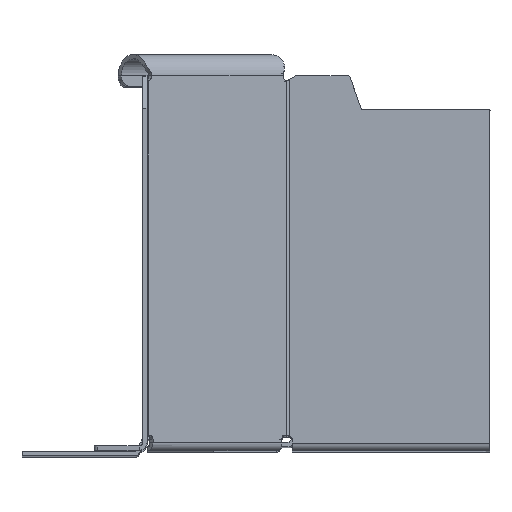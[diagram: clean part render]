
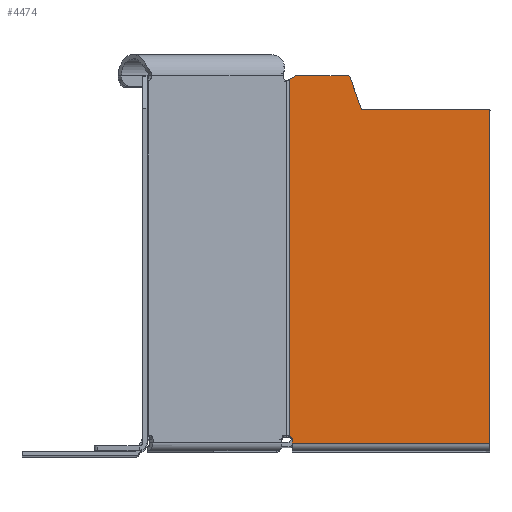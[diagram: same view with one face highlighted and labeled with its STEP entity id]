
A CAD part, top view. The second image highlights one B-rep face of the part: STEP entity #4474.
In plain terms, the highlighted face is planar.
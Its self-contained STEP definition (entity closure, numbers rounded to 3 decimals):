
#3079=DIRECTION('',(0.,1.,0.));
#3080=VECTOR('',#3079,101.733);
#3081=CARTESIAN_POINT('',(-15.293,4.229,28.707));
#3082=LINE('',#3081,#3080);
#3131=DIRECTION('',(0.,1.,0.));
#3132=VECTOR('',#3131,95.25);
#3133=CARTESIAN_POINT('',(-55.765,2.25,69.179));
#3134=LINE('',#3133,#3132);
#3152=DIRECTION('',(0.707,0.,-0.707));
#3153=VECTOR('',#3152,56.439);
#3154=CARTESIAN_POINT('',(-55.765,2.25,69.179));
#3155=LINE('',#3154,#3153);
#3156=DIRECTION('',(-0.707,0.,0.707));
#3157=VECTOR('',#3156,36.65);
#3158=CARTESIAN_POINT('',(-29.849,97.5,43.263));
#3159=LINE('',#3158,#3157);
#3160=CARTESIAN_POINT('',(-15.15,3.25,28.564));
#3161=DIRECTION('',(0.707,0.,0.707));
#3162=DIRECTION('',(-0.143,0.979,0.143));
#3163=AXIS2_PLACEMENT_3D('',#3160,#3161,#3162);
#3165=DIRECTION('',(0.612,-0.5,-0.612));
#3166=VECTOR('',#3165,2.075);
#3167=CARTESIAN_POINT('',(-16.564,107.,29.978));
#3168=LINE('',#3167,#3166);
#3169=CARTESIAN_POINT('',(-27.157,106.5,40.571));
#3170=DIRECTION('',(-0.707,0.,-0.707));
#3171=DIRECTION('',(-0.664,0.342,0.664));
#3172=AXIS2_PLACEMENT_3D('',#3169,#3170,#3171);
#3174=DIRECTION('',(0.242,0.94,-0.242));
#3175=VECTOR('',#3174,9.76);
#3176=CARTESIAN_POINT('',(-29.849,97.5,43.263));
#3177=LINE('',#3176,#3175);
#3190=DIRECTION('',(-0.707,0.,0.707));
#3191=VECTOR('',#3190,14.981);
#3192=CARTESIAN_POINT('',(-16.564,107.,29.978));
#3193=LINE('',#3192,#3191);
#3202=DIRECTION('',(-0.001,1.,0.001));
#3203=VECTOR('',#3202,1.);
#3204=CARTESIAN_POINT('',(-15.856,2.25,29.27));
#3205=LINE('',#3204,#3203);
#3554=CARTESIAN_POINT('',(-27.489,106.671,40.903));
#3556=VERTEX_POINT('',#3554);
#3558=CARTESIAN_POINT('',(-27.157,107.,40.571));
#3559=VERTEX_POINT('',#3558);
#3560=CARTESIAN_POINT('',(-16.564,107.,29.978));
#3561=VERTEX_POINT('',#3560);
#3562=CARTESIAN_POINT('',(-15.293,105.962,28.707));
#3563=VERTEX_POINT('',#3562);
#3564=CARTESIAN_POINT('',(-15.293,4.229,28.707));
#3565=VERTEX_POINT('',#3564);
#3566=CARTESIAN_POINT('',(-15.857,3.25,29.271));
#3567=VERTEX_POINT('',#3566);
#3568=CARTESIAN_POINT('',(-15.856,2.25,29.27));
#3569=VERTEX_POINT('',#3568);
#3570=CARTESIAN_POINT('',(-55.765,2.25,69.179));
#3571=VERTEX_POINT('',#3570);
#3765=CARTESIAN_POINT('',(-55.765,97.5,69.179));
#3767=VERTEX_POINT('',#3765);
#3769=CARTESIAN_POINT('',(-29.849,97.5,43.263));
#3771=VERTEX_POINT('',#3769);
#4451=CARTESIAN_POINT('',(-55.765,2.25,69.179));
#4452=DIRECTION('',(-0.707,0.,-0.707));
#4453=DIRECTION('',(-0.707,0.,0.707));
#4454=AXIS2_PLACEMENT_3D('',#4451,#4452,#4453);
#4455=PLANE('',#4454);
#4457=ORIENTED_EDGE('',*,*,#4456,.T.);
#4458=ORIENTED_EDGE('',*,*,#4424,.F.);
#4459=ORIENTED_EDGE('',*,*,#4441,.T.);
#4461=ORIENTED_EDGE('',*,*,#4460,.T.);
#4463=ORIENTED_EDGE('',*,*,#4462,.F.);
#4464=ORIENTED_EDGE('',*,*,#4299,.T.);
#4465=ORIENTED_EDGE('',*,*,#4385,.F.);
#4467=ORIENTED_EDGE('',*,*,#4466,.T.);
#4469=ORIENTED_EDGE('',*,*,#4468,.F.);
#4471=ORIENTED_EDGE('',*,*,#4470,.F.);
#4472=EDGE_LOOP('',(#4457,#4458,#4459,#4461,#4463,#4464,#4465,#4467,#4469,
#4471));
#4473=FACE_OUTER_BOUND('',#4472,.F.);
#4474=ADVANCED_FACE('',(#4473),#4455,.T.);
#3164=CIRCLE('',#3163,1.);
#3173=CIRCLE('',#3172,0.5);
#4299=EDGE_CURVE('',#3565,#3563,#3082,.T.);
#4385=EDGE_CURVE('',#3561,#3563,#3168,.T.);
#4424=EDGE_CURVE('',#3571,#3767,#3134,.T.);
#4441=EDGE_CURVE('',#3571,#3569,#3155,.T.);
#4456=EDGE_CURVE('',#3771,#3767,#3159,.T.);
#4460=EDGE_CURVE('',#3569,#3567,#3205,.T.);
#4462=EDGE_CURVE('',#3565,#3567,#3164,.T.);
#4466=EDGE_CURVE('',#3561,#3559,#3193,.T.);
#4468=EDGE_CURVE('',#3556,#3559,#3173,.T.);
#4470=EDGE_CURVE('',#3771,#3556,#3177,.T.);
